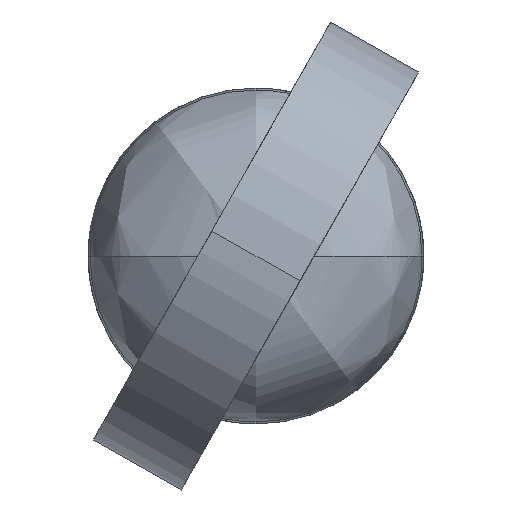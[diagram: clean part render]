
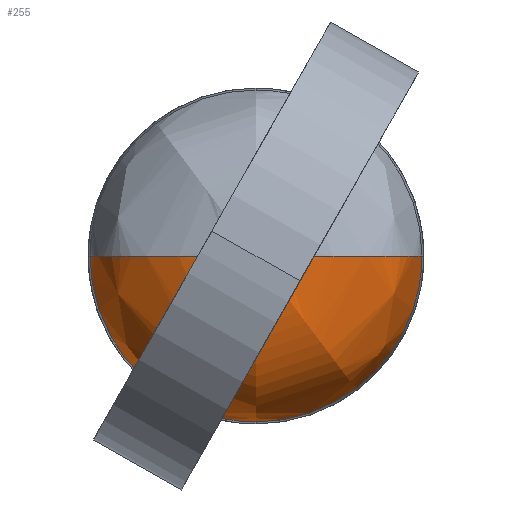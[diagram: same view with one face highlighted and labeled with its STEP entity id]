
A CAD part, front view. The second image highlights one B-rep face of the part: STEP entity #255.
In plain terms, the highlighted free-form (B-spline) face has degree [13, 3] with [14, 4] control points.
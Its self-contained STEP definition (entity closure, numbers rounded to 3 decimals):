
#210 = VERTEX_POINT('',#211);
#211 = CARTESIAN_POINT('',(-12.469,126.697,
    -6.272));
#217 = EDGE_CURVE('',#210,#218,#220,.T.);
#218 = VERTEX_POINT('',#219);
#219 = CARTESIAN_POINT('',(-5.253,126.697,0.944
    ));
#220 = ( BOUNDED_CURVE() B_SPLINE_CURVE(2,(#221,#222,#223),
.UNSPECIFIED.,.F.,.F.) B_SPLINE_CURVE_WITH_KNOTS((3,3),(0.,
1.571),.PIECEWISE_BEZIER_KNOTS.) CURVE() 
GEOMETRIC_REPRESENTATION_ITEM() RATIONAL_B_SPLINE_CURVE((1.,
0.707,1.)) REPRESENTATION_ITEM('') );
#221 = CARTESIAN_POINT('',(-12.469,126.697,
    -6.272));
#222 = CARTESIAN_POINT('',(-5.253,126.697,
    -6.272));
#223 = CARTESIAN_POINT('',(-5.253,126.697,0.944
    ));
#255 = ADVANCED_FACE('',(#256),#319,.T.);
#256 = FACE_BOUND('',#257,.T.);
#257 = EDGE_LOOP('',(#258,#268,#287,#293,#294,#313));
#258 = ORIENTED_EDGE('',*,*,#259,.T.);
#259 = EDGE_CURVE('',#260,#262,#264,.T.);
#260 = VERTEX_POINT('',#261);
#261 = CARTESIAN_POINT('',(-12.469,121.978,
    -0.398));
#262 = VERTEX_POINT('',#263);
#263 = CARTESIAN_POINT('',(-13.812,121.978,
    0.944));
#264 = ( BOUNDED_CURVE() B_SPLINE_CURVE(2,(#265,#266,#267),
.UNSPECIFIED.,.F.,.F.) B_SPLINE_CURVE_WITH_KNOTS((3,3),(0.,
1.571),.PIECEWISE_BEZIER_KNOTS.) CURVE() 
GEOMETRIC_REPRESENTATION_ITEM() RATIONAL_B_SPLINE_CURVE((1.,
0.707,1.)) REPRESENTATION_ITEM('') );
#265 = CARTESIAN_POINT('',(-12.469,121.978,
    -0.398));
#266 = CARTESIAN_POINT('',(-13.812,121.978,
    -0.398));
#267 = CARTESIAN_POINT('',(-13.812,121.978,
    0.944));
#268 = ORIENTED_EDGE('',*,*,#269,.T.);
#269 = EDGE_CURVE('',#262,#270,#272,.T.);
#270 = VERTEX_POINT('',#271);
#271 = CARTESIAN_POINT('',(-19.685,126.697,0.944
    ));
#272 = B_SPLINE_CURVE_WITH_KNOTS('',13,(#273,#274,#275,#276,#277,#278,
    #279,#280,#281,#282,#283,#284,#285,#286),.UNSPECIFIED.,.F.,.F.,(14,
    14),(0.154,1.),.PIECEWISE_BEZIER_KNOTS.);
#273 = CARTESIAN_POINT('',(-13.812,121.978,
    0.944));
#274 = CARTESIAN_POINT('',(-14.382,122.055,
    0.944));
#275 = CARTESIAN_POINT('',(-14.955,122.162,0.944
    ));
#276 = CARTESIAN_POINT('',(-15.53,122.299,0.944
    ));
#277 = CARTESIAN_POINT('',(-16.105,122.463,
    0.944));
#278 = CARTESIAN_POINT('',(-16.675,122.656,0.944
    ));
#279 = CARTESIAN_POINT('',(-17.232,122.882,
    0.944));
#280 = CARTESIAN_POINT('',(-17.767,123.148,
    0.944));
#281 = CARTESIAN_POINT('',(-18.267,123.469,
    0.944));
#282 = CARTESIAN_POINT('',(-18.715,123.865,
    0.944));
#283 = CARTESIAN_POINT('',(-19.093,124.358,
    0.944));
#284 = CARTESIAN_POINT('',(-19.379,124.976,0.944
    ));
#285 = CARTESIAN_POINT('',(-19.564,125.739,
    0.944));
#286 = CARTESIAN_POINT('',(-19.685,126.697,0.944
    ));
#287 = ORIENTED_EDGE('',*,*,#288,.T.);
#288 = EDGE_CURVE('',#270,#210,#289,.T.);
#289 = ( BOUNDED_CURVE() B_SPLINE_CURVE(2,(#290,#291,#292),
.UNSPECIFIED.,.F.,.F.) B_SPLINE_CURVE_WITH_KNOTS((3,3),(4.712,
6.283),.PIECEWISE_BEZIER_KNOTS.) CURVE() 
GEOMETRIC_REPRESENTATION_ITEM() RATIONAL_B_SPLINE_CURVE((1.,
0.707,1.)) REPRESENTATION_ITEM('') );
#290 = CARTESIAN_POINT('',(-19.685,126.697,0.944
    ));
#291 = CARTESIAN_POINT('',(-19.685,126.697,
    -6.272));
#292 = CARTESIAN_POINT('',(-12.469,126.697,
    -6.272));
#293 = ORIENTED_EDGE('',*,*,#217,.T.);
#294 = ORIENTED_EDGE('',*,*,#295,.F.);
#295 = EDGE_CURVE('',#296,#218,#298,.T.);
#296 = VERTEX_POINT('',#297);
#297 = CARTESIAN_POINT('',(-11.127,121.978,
    0.944));
#298 = B_SPLINE_CURVE_WITH_KNOTS('',13,(#299,#300,#301,#302,#303,#304,
    #305,#306,#307,#308,#309,#310,#311,#312),.UNSPECIFIED.,.F.,.F.,(14,
    14),(0.154,1.),.PIECEWISE_BEZIER_KNOTS.);
#299 = CARTESIAN_POINT('',(-11.127,121.978,
    0.944));
#300 = CARTESIAN_POINT('',(-10.556,122.055,
    0.944));
#301 = CARTESIAN_POINT('',(-9.983,122.162,
    0.944));
#302 = CARTESIAN_POINT('',(-9.408,122.299,0.944
    ));
#303 = CARTESIAN_POINT('',(-8.833,122.463,
    0.944));
#304 = CARTESIAN_POINT('',(-8.264,122.656,
    0.944));
#305 = CARTESIAN_POINT('',(-7.706,122.882,
    0.944));
#306 = CARTESIAN_POINT('',(-7.171,123.148,
    0.944));
#307 = CARTESIAN_POINT('',(-6.671,123.469,
    0.944));
#308 = CARTESIAN_POINT('',(-6.223,123.865,
    0.944));
#309 = CARTESIAN_POINT('',(-5.846,124.358,
    0.944));
#310 = CARTESIAN_POINT('',(-5.559,124.976,
    0.944));
#311 = CARTESIAN_POINT('',(-5.375,125.739,
    0.944));
#312 = CARTESIAN_POINT('',(-5.253,126.697,0.944
    ));
#313 = ORIENTED_EDGE('',*,*,#314,.T.);
#314 = EDGE_CURVE('',#296,#260,#315,.T.);
#315 = ( BOUNDED_CURVE() B_SPLINE_CURVE(2,(#316,#317,#318),
.UNSPECIFIED.,.F.,.F.) B_SPLINE_CURVE_WITH_KNOTS((3,3),(4.712,
6.283),.PIECEWISE_BEZIER_KNOTS.) CURVE() 
GEOMETRIC_REPRESENTATION_ITEM() RATIONAL_B_SPLINE_CURVE((1.,
0.707,1.)) REPRESENTATION_ITEM('') );
#316 = CARTESIAN_POINT('',(-11.127,121.978,
    0.944));
#317 = CARTESIAN_POINT('',(-11.127,121.978,
    -0.398));
#318 = CARTESIAN_POINT('',(-12.469,121.978,
    -0.398));
#319 = ( BOUNDED_SURFACE() B_SPLINE_SURFACE(13,3,(
    (#320,#321,#322,#323)
    ,(#324,#325,#326,#327)
    ,(#328,#329,#330,#331)
    ,(#332,#333,#334,#335)
    ,(#336,#337,#338,#339)
    ,(#340,#341,#342,#343)
    ,(#344,#345,#346,#347)
    ,(#348,#349,#350,#351)
    ,(#352,#353,#354,#355)
    ,(#356,#357,#358,#359)
    ,(#360,#361,#362,#363)
    ,(#364,#365,#366,#367)
    ,(#368,#369,#370,#371)
    ,(#372,#373,#374,#375
)),.UNSPECIFIED.,.F.,.F.,.F.) B_SPLINE_SURFACE_WITH_KNOTS((14,14),(4,4),
  (0.154,1.),(0.,1.),.PIECEWISE_BEZIER_KNOTS.) 
GEOMETRIC_REPRESENTATION_ITEM() RATIONAL_B_SPLINE_SURFACE((
    (1.,0.333,0.333,1.)
    ,(1.,0.333,0.333,1.)
    ,(1.,0.333,0.333,1.)
    ,(1.,0.333,0.333,1.)
    ,(1.,0.333,0.333,1.)
    ,(1.,0.333,0.333,1.)
    ,(1.,0.333,0.333,1.)
    ,(1.,0.333,0.333,1.)
    ,(1.,0.333,0.333,1.)
    ,(1.,0.333,0.333,1.)
    ,(1.,0.333,0.333,1.)
    ,(1.,0.333,0.333,1.)
    ,(1.,0.333,0.333,1.)
,(1.,0.333,0.333,1.
))) REPRESENTATION_ITEM('') SURFACE() );
#320 = CARTESIAN_POINT('',(-13.812,121.978,
    0.944));
#321 = CARTESIAN_POINT('',(-13.812,121.978,
    -1.741));
#322 = CARTESIAN_POINT('',(-11.127,121.978,
    -1.741));
#323 = CARTESIAN_POINT('',(-11.127,121.978,
    0.944));
#324 = CARTESIAN_POINT('',(-14.382,122.055,
    0.944));
#325 = CARTESIAN_POINT('',(-14.382,122.055,
    -2.882));
#326 = CARTESIAN_POINT('',(-10.556,122.055,
    -2.882));
#327 = CARTESIAN_POINT('',(-10.556,122.055,
    0.944));
#328 = CARTESIAN_POINT('',(-14.955,122.162,0.944
    ));
#329 = CARTESIAN_POINT('',(-14.955,122.162,
    -4.028));
#330 = CARTESIAN_POINT('',(-9.983,122.162,
    -4.028));
#331 = CARTESIAN_POINT('',(-9.983,122.162,
    0.944));
#332 = CARTESIAN_POINT('',(-15.53,122.299,
    0.944));
#333 = CARTESIAN_POINT('',(-15.53,122.299,
    -5.178));
#334 = CARTESIAN_POINT('',(-9.408,122.299,
    -5.178));
#335 = CARTESIAN_POINT('',(-9.408,122.299,
    0.944));
#336 = CARTESIAN_POINT('',(-16.105,122.463,
    0.944));
#337 = CARTESIAN_POINT('',(-16.105,122.463,
    -6.327));
#338 = CARTESIAN_POINT('',(-8.833,122.463,
    -6.327));
#339 = CARTESIAN_POINT('',(-8.833,122.463,
    0.944));
#340 = CARTESIAN_POINT('',(-16.675,122.656,0.944
    ));
#341 = CARTESIAN_POINT('',(-16.675,122.656,
    -7.467));
#342 = CARTESIAN_POINT('',(-8.264,122.656,
    -7.467));
#343 = CARTESIAN_POINT('',(-8.264,122.656,
    0.944));
#344 = CARTESIAN_POINT('',(-17.232,122.882,
    0.944));
#345 = CARTESIAN_POINT('',(-17.232,122.882,
    -8.581));
#346 = CARTESIAN_POINT('',(-7.706,122.882,
    -8.581));
#347 = CARTESIAN_POINT('',(-7.706,122.882,
    0.944));
#348 = CARTESIAN_POINT('',(-17.767,123.148,
    0.944));
#349 = CARTESIAN_POINT('',(-17.767,123.148,
    -9.652));
#350 = CARTESIAN_POINT('',(-7.171,123.148,
    -9.652));
#351 = CARTESIAN_POINT('',(-7.171,123.148,
    0.944));
#352 = CARTESIAN_POINT('',(-18.267,123.469,
    0.944));
#353 = CARTESIAN_POINT('',(-18.267,123.469,
    -10.651));
#354 = CARTESIAN_POINT('',(-6.671,123.469,
    -10.651));
#355 = CARTESIAN_POINT('',(-6.671,123.469,0.944
    ));
#356 = CARTESIAN_POINT('',(-18.715,123.865,
    0.944));
#357 = CARTESIAN_POINT('',(-18.715,123.865,
    -11.548));
#358 = CARTESIAN_POINT('',(-6.223,123.865,
    -11.548));
#359 = CARTESIAN_POINT('',(-6.223,123.865,
    0.944));
#360 = CARTESIAN_POINT('',(-19.093,124.358,
    0.944));
#361 = CARTESIAN_POINT('',(-19.093,124.358,
    -12.303));
#362 = CARTESIAN_POINT('',(-5.846,124.358,
    -12.303));
#363 = CARTESIAN_POINT('',(-5.846,124.358,
    0.944));
#364 = CARTESIAN_POINT('',(-19.379,124.976,0.944
    ));
#365 = CARTESIAN_POINT('',(-19.379,124.976,
    -12.876));
#366 = CARTESIAN_POINT('',(-5.559,124.976,
    -12.876));
#367 = CARTESIAN_POINT('',(-5.559,124.976,
    0.944));
#368 = CARTESIAN_POINT('',(-19.564,125.739,
    0.944));
#369 = CARTESIAN_POINT('',(-19.564,125.739,
    -13.245));
#370 = CARTESIAN_POINT('',(-5.375,125.739,
    -13.245));
#371 = CARTESIAN_POINT('',(-5.375,125.739,
    0.944));
#372 = CARTESIAN_POINT('',(-19.685,126.697,0.944
    ));
#373 = CARTESIAN_POINT('',(-19.685,126.697,
    -13.488));
#374 = CARTESIAN_POINT('',(-5.253,126.697,
    -13.488));
#375 = CARTESIAN_POINT('',(-5.253,126.697,0.944
    ));
